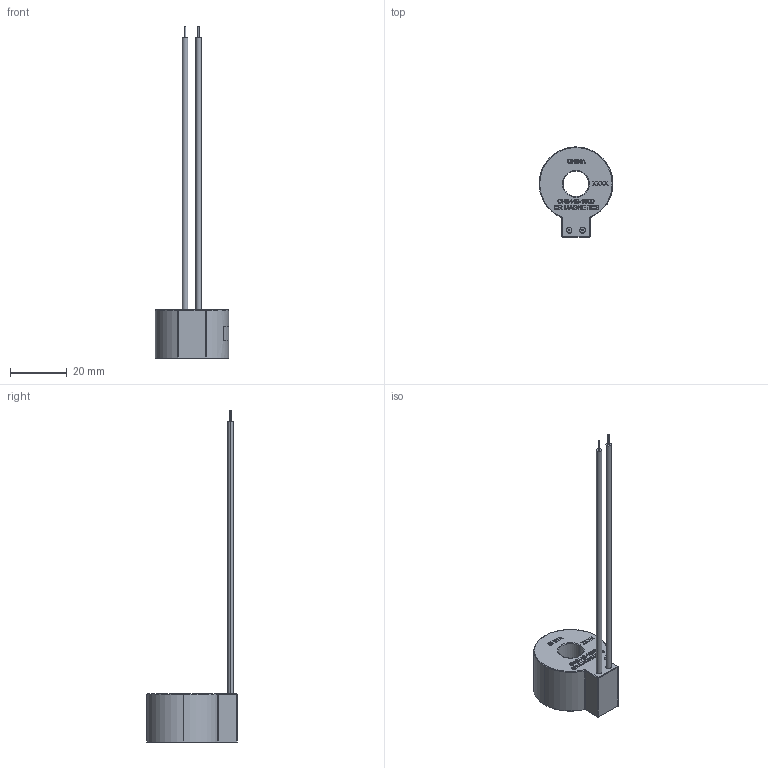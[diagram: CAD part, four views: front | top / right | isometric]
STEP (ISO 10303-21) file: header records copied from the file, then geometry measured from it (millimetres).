
FILE_DESCRIPTION (( 'STEP AP203' ), '1' );
FILE_NAME ('CR8449-1000.STEP', '2023-08-09T19:35:27', ( '' ), ( '' ), 'SwSTEP 2.0', 'SolidWorks 2022', '' );
FILE_SCHEMA (( 'CONFIG_CONTROL_DESIGN' ));
Length unit declared in the file: millimetre
Products named in the file (1): CR8449-1000
Bounding box: 26.06 x 31.8 x 117 mm (x, y, z)
Volume: 9449.7 mm3; surface area: 4350.9 mm2
Topology: 1 solids, 1 shells, 474 faces, 1254 edges, 830 vertices
Faces by surface type: plane 278, bspline 154, cylinder 26, torus 14, sphere 2
Entity records: 23206 total; most frequent: CARTESIAN_POINT 12357, ORIENTED_EDGE 2504, DIRECTION 1669, EDGE_CURVE 1252, VECTOR 857, LINE 857, VERTEX_POINT 830, EDGE_LOOP 526
